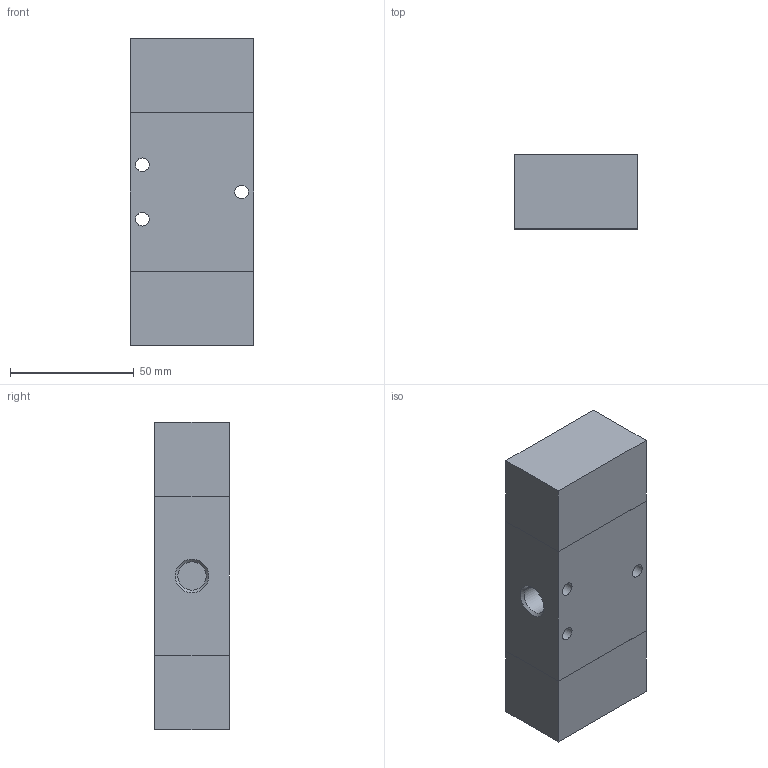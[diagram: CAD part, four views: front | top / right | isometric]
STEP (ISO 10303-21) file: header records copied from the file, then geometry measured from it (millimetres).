
FILE_DESCRIPTION((''),'2;1');
FILE_NAME('224_32_11_12.stp','2006-12-19T09:22:50',('rivolro1'),(''),'Autodesk Inventor 11','Autodesk Inventor 11','');
FILE_SCHEMA(('AUTOMOTIVE_DESIGN { 1 0 10303 214 1 1 1 1 }'));
Length unit declared in the file: millimetre
Products named in the file (1): 224_32_11_12
Bounding box: 50 x 30 x 124 mm (x, y, z)
Volume: 179175.9 mm3; surface area: 25847 mm2
Topology: 1 solids, 1 shells, 34 faces, 70 edges, 45 vertices
Faces by surface type: bspline 17, plane 12, cylinder 4, cone 1
Full cylindrical faces by diameter (mm): 5.5 x3, 8.566 x1
Entity records: 969 total; most frequent: CARTESIAN_POINT 300, DIRECTION 114, ORIENTED_EDGE 114, EDGE_LOOP 60, EDGE_CURVE 57, VERTEX_POINT 45, AXIS2_PLACEMENT_3D 39, VECTOR 36
